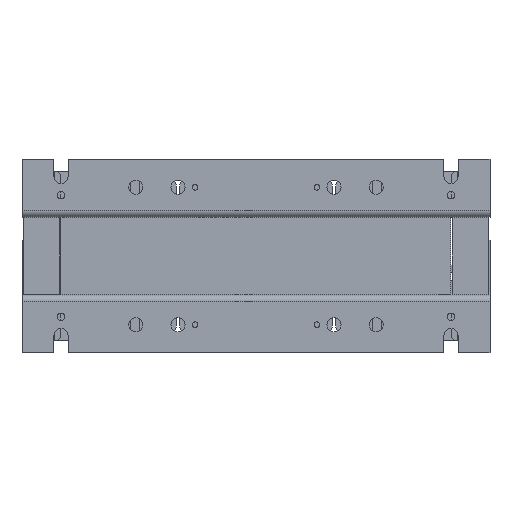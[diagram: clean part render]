
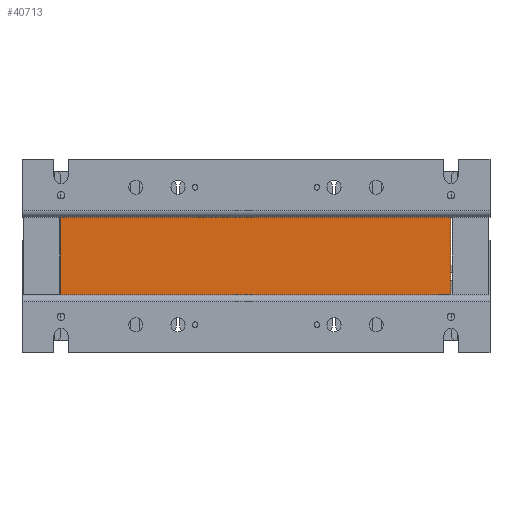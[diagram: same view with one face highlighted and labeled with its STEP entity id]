
A CAD part, front view. The second image highlights one B-rep face of the part: STEP entity #40713.
In plain terms, the highlighted planar face has unit normal (0, -1, 0).
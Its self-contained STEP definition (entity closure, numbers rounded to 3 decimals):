
#2179=FACE_OUTER_BOUND('',#4218,.T.);
#4218=EDGE_LOOP('',(#26556,#26557,#26558,#26559));
#6503=LINE('',#57445,#11314);
#6518=LINE('',#57493,#11329);
#6520=LINE('',#57497,#11331);
#6521=LINE('',#57498,#11332);
#11314=VECTOR('',#46108,10.);
#11329=VECTOR('',#46147,10.);
#11331=VECTOR('',#46151,10.);
#11332=VECTOR('',#46152,10.);
#16125=VERTEX_POINT('',#57443);
#16126=VERTEX_POINT('',#57444);
#16147=VERTEX_POINT('',#57492);
#16148=VERTEX_POINT('',#57496);
#20374=EDGE_CURVE('',#16125,#16126,#6503,.T.);
#20397=EDGE_CURVE('',#16147,#16125,#6518,.T.);
#20399=EDGE_CURVE('',#16148,#16147,#6520,.T.);
#20400=EDGE_CURVE('',#16126,#16148,#6521,.T.);
#26556=ORIENTED_EDGE('',*,*,#20399,.T.);
#26557=ORIENTED_EDGE('',*,*,#20397,.T.);
#26558=ORIENTED_EDGE('',*,*,#20374,.T.);
#26559=ORIENTED_EDGE('',*,*,#20400,.T.);
#37202=PLANE('',#42855);
#40713=ADVANCED_FACE('',(#2179),#37202,.T.);
#42855=AXIS2_PLACEMENT_3D('',#57495,#46149,#46150);
#46108=DIRECTION('',(1.,0.,0.));
#46147=DIRECTION('',(0.,0.,-1.));
#46149=DIRECTION('center_axis',(0.,-1.,0.));
#46150=DIRECTION('ref_axis',(0.,0.,
1.));
#46151=DIRECTION('',(-1.,0.,0.));
#46152=DIRECTION('',(0.,0.,1.));
#57443=CARTESIAN_POINT('',(-125.,-125.,-25.));
#57444=CARTESIAN_POINT('',(125.,-125.,-25.));
#57445=CARTESIAN_POINT('',(-125.,-125.,-25.));
#57492=CARTESIAN_POINT('',(-125.,-125.,25.));
#57493=CARTESIAN_POINT('',(-125.,-125.,0.));
#57495=CARTESIAN_POINT('Origin',(125.,-125.,0.));
#57496=CARTESIAN_POINT('',(125.,-125.,25.));
#57497=CARTESIAN_POINT('',(-125.,-125.,25.));
#57498=CARTESIAN_POINT('',(125.,-125.,0.));
